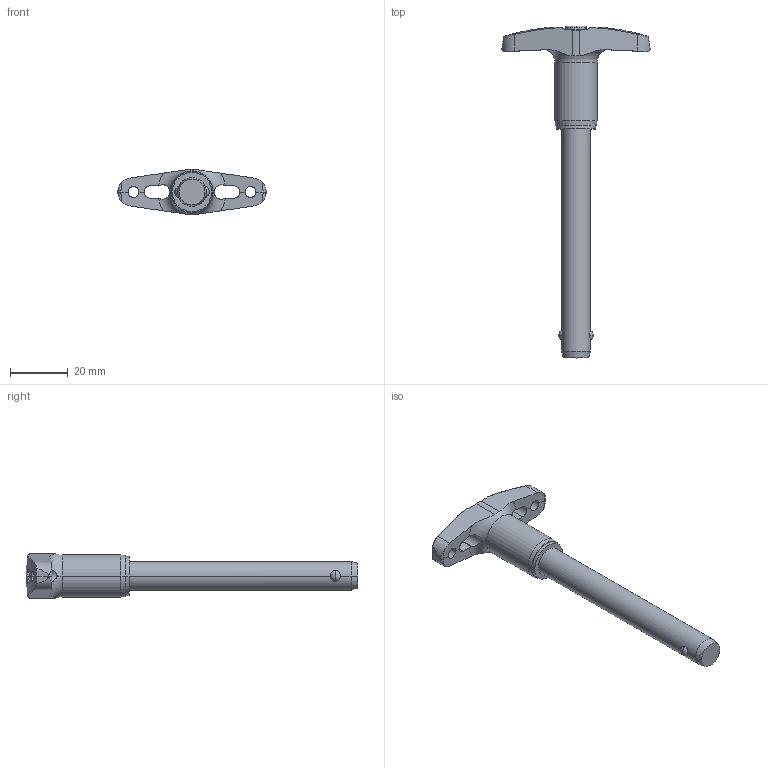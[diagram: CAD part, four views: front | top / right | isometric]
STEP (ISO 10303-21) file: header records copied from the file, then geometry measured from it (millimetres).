
FILE_DESCRIPTION(('STEP AP214'),'1');
FILE_NAME('HALDERN_EH_22350_0053.stp','2017-07-04T08:50:01',('TraceParts'),('TraceParts S.A.'),'Spatial InterOp 3D',' ',' ');
FILE_SCHEMA(('automotive_design'));
Length unit declared in the file: millimetre
Products named in the file (1): HALDERN_EH_22350_0053
Bounding box: 51.5 x 115.4 x 15.79 mm (x, y, z)
Volume: 14536.5 mm3; surface area: 6104.4 mm2
Topology: 1 solids, 1 shells, 104 faces, 285 edges, 169 vertices
Faces by surface type: torus 34, cylinder 24, sphere 18, cone 12, plane 12, bspline 4
Entity records: 4998 total; most frequent: CARTESIAN_POINT 1639, ORIENTED_EDGE 554, DIRECTION 526, EDGE_CURVE 277, AXIS2_PLACEMENT_3D 242, VERTEX_POINT 169, CIRCLE 141, EDGE_LOOP 106
